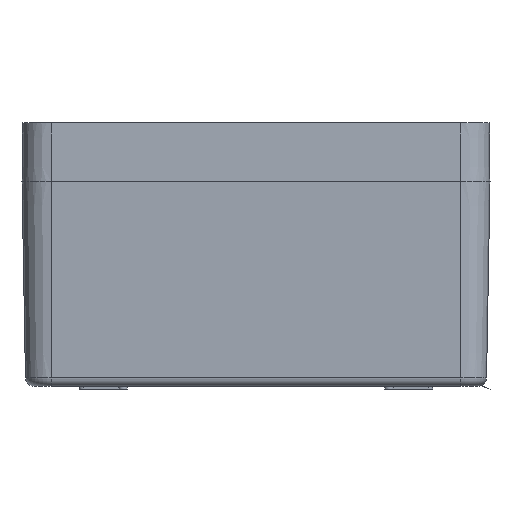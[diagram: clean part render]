
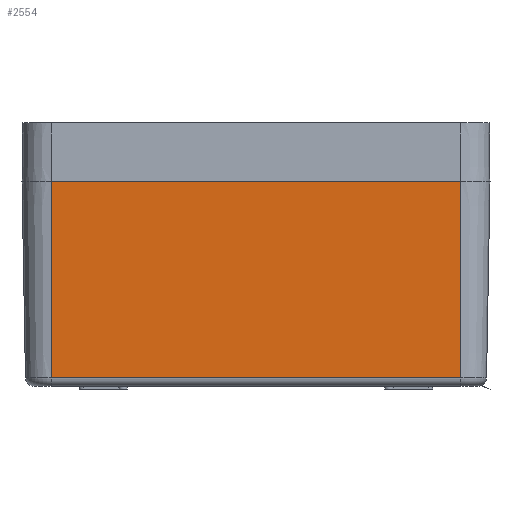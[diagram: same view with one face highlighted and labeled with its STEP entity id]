
A CAD part, left-side view. The second image highlights one B-rep face of the part: STEP entity #2554.
In plain terms, the highlighted planar face has unit normal (-1, 0, -0.018).
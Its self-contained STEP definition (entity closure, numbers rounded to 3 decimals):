
#2534=AXIS2_PLACEMENT_3D('Plane Axis2P3D',#2531,#2532,#2533) ;
#1626=CARTESIAN_POINT('Vertex',(0.,150.,71.)) ;
#1629=CARTESIAN_POINT('Line Origine',(0.,80.,71.)) ;
#1633=CARTESIAN_POINT('Vertex',(0.,10.,71.)) ;
#2512=CARTESIAN_POINT('Line Origine',(-8721.203,150.,499708.398)) ;
#2516=CARTESIAN_POINT('Vertex',(1.17,150.,3.948)) ;
#2531=CARTESIAN_POINT('Axis2P3D Location',(0.,80.,71.)) ;
#2536=CARTESIAN_POINT('Line Origine',(1.17,80.,3.948)) ;
#2540=CARTESIAN_POINT('Vertex',(1.17,10.,3.948)) ;
#2543=CARTESIAN_POINT('Line Origine',(0.585,10.,37.474)) ;
#1630=DIRECTION('Vector Direction',(0.,1.,0.)) ;
#2513=DIRECTION('Vector Direction',(-0.017,0.,1.)) ;
#2532=DIRECTION('Axis2P3D Direction',(1.,0.,0.017)) ;
#2533=DIRECTION('Axis2P3D XDirection',(0.,1.,0.)) ;
#2537=DIRECTION('Vector Direction',(0.,1.,0.)) ;
#2544=DIRECTION('Vector Direction',(-0.017,0.,1.)) ;
#1631=VECTOR('Line Direction',#1630,1.) ;
#2514=VECTOR('Line Direction',#2513,1.) ;
#2538=VECTOR('Line Direction',#2537,1.) ;
#2545=VECTOR('Line Direction',#2544,1.) ;
#2549=ORIENTED_EDGE('',*,*,#2542,.F.) ;
#2550=ORIENTED_EDGE('',*,*,#2547,.F.) ;
#2551=ORIENTED_EDGE('',*,*,#1635,.F.) ;
#2552=ORIENTED_EDGE('',*,*,#2518,.T.) ;
#2554=ADVANCED_FACE('Hauptk\X2\00F6\X0\rper',(#2553),#2535,.F.) ;
#1635=EDGE_CURVE('',#1627,#1634,#1632,.F.) ;
#2518=EDGE_CURVE('',#1627,#2517,#2515,.F.) ;
#2542=EDGE_CURVE('',#2541,#2517,#2539,.T.) ;
#2547=EDGE_CURVE('',#1634,#2541,#2546,.F.) ;
#2548=EDGE_LOOP('',(#2549,#2550,#2551,#2552)) ;
#2553=FACE_OUTER_BOUND('',#2548,.T.) ;
#1632=LINE('Line',#1629,#1631) ;
#2515=LINE('Line',#2512,#2514) ;
#2539=LINE('Line',#2536,#2538) ;
#2546=LINE('Line',#2543,#2545) ;
#2535=PLANE('',#2534) ;
#1627=VERTEX_POINT('',#1626) ;
#1634=VERTEX_POINT('',#1633) ;
#2517=VERTEX_POINT('',#2516) ;
#2541=VERTEX_POINT('',#2540) ;
